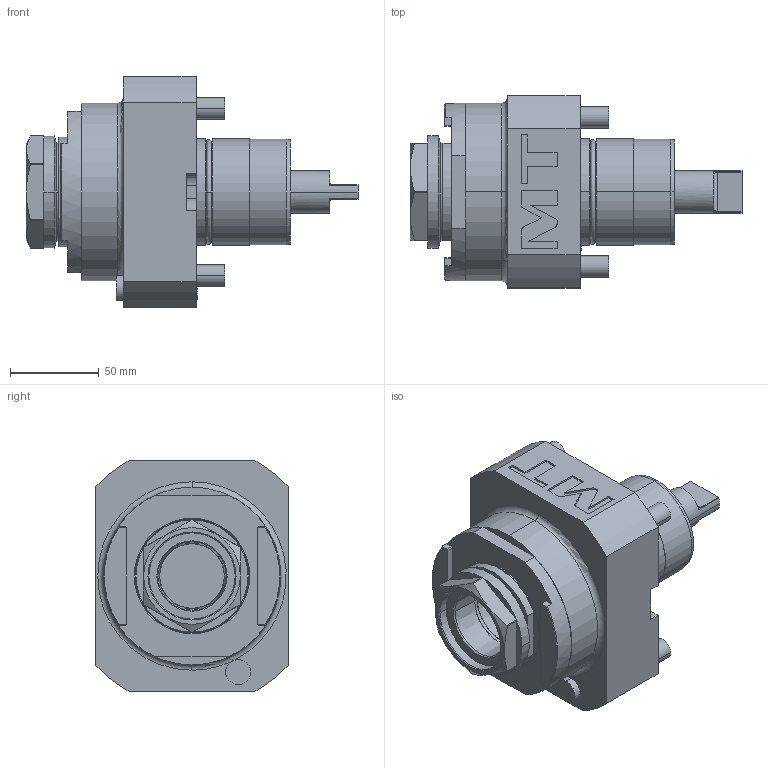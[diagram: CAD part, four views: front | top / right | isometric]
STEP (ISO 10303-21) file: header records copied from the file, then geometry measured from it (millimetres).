
FILE_DESCRIPTION((''),'2;1');
FILE_NAME('MNL0790250_CONF','2023-02-09T10:45:16',('sterribile'),('M.T. srl'),'CREO PARAMETRIC BY PTC INC, 2021072','CREO PARAMETRIC BY PTC INC, 2021072','');
FILE_SCHEMA(('CONFIG_CONTROL_DESIGN'));
Length unit declared in the file: millimetre
Products named in the file (1): MNL0790250_CONF
Bounding box: 186.7 x 108 x 130 mm (x, y, z)
Volume: 984291.5 mm3; surface area: 98492.7 mm2
Topology: 2 solids, 2 shells, 264 faces, 639 edges, 412 vertices
Faces by surface type: plane 128, cylinder 88, cone 26, torus 18, extrusion 4
Entity records: 8007 total; most frequent: CARTESIAN_POINT 1603, DIRECTION 1384, ORIENTED_EDGE 1278, EDGE_CURVE 639, AXIS2_PLACEMENT_3D 510, VERTEX_POINT 412, VECTOR 364, LINE 360
